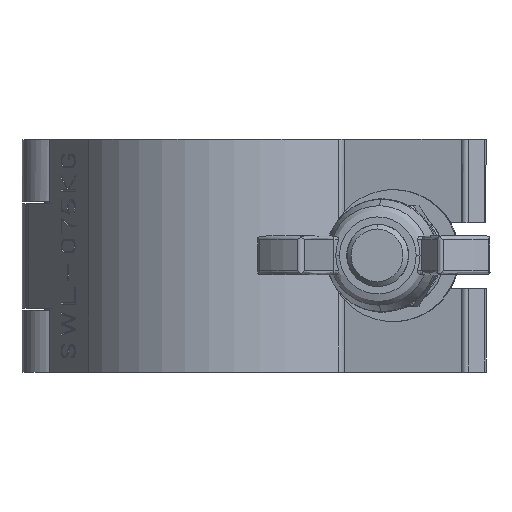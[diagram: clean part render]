
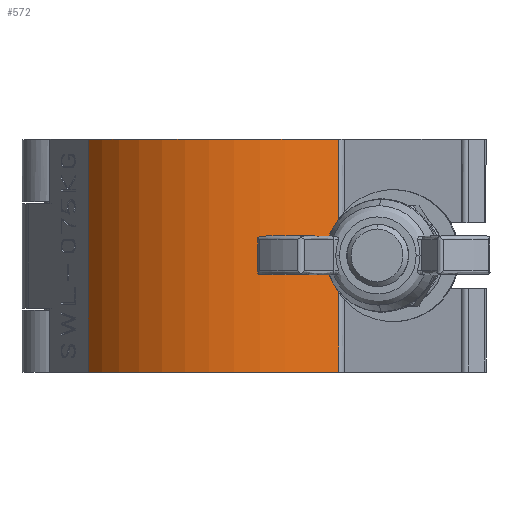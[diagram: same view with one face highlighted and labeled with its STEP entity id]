
A CAD part, top view. The second image highlights one B-rep face of the part: STEP entity #572.
In plain terms, the highlighted free-form (B-spline) face has degree [2, 1] with [9, 2] control points.
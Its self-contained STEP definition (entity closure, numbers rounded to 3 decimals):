
#572=ADVANCED_FACE('',(#1202),#9366,.T.);
#1202=FACE_OUTER_BOUND('',#1850,.T.);
#1850=EDGE_LOOP('',(#3846,#3847,#3848,#3849));
#3846=ORIENTED_EDGE('',*,*,#5953,.F.);
#3847=ORIENTED_EDGE('',*,*,#5956,.T.);
#3848=ORIENTED_EDGE('',*,*,#5895,.F.);
#3849=ORIENTED_EDGE('',*,*,#5957,.F.);
#5895=EDGE_CURVE('',#8557,#8558,#7107,.T.);
#5953=EDGE_CURVE('',#8564,#8589,#7149,.T.);
#5956=EDGE_CURVE('',#8564,#8558,#7767,.T.);
#5957=EDGE_CURVE('',#8589,#8557,#7768,.T.);
#7107=B_SPLINE_CURVE_WITH_KNOTS('',1,(#19048,#19049),.UNSPECIFIED.,.F.,
 .F.,(2,2),(-30.,0.),.UNSPECIFIED.);
#7149=B_SPLINE_CURVE_WITH_KNOTS('',1,(#19214,#19215),.UNSPECIFIED.,.F.,
 .F.,(2,2),(0.,30.),.UNSPECIFIED.);
#7767=(
BOUNDED_CURVE()
B_SPLINE_CURVE(2,(#19229,#19230,#19231,#19232,#19233),.UNSPECIFIED.,.F.,
 .F.)
B_SPLINE_CURVE_WITH_KNOTS((3,2,3),(0.,18.435,36.869),
 .UNSPECIFIED.)
CURVE()
GEOMETRIC_REPRESENTATION_ITEM()
RATIONAL_B_SPLINE_CURVE((1.,0.921,1.,0.921,1.))
REPRESENTATION_ITEM('')
);
#7768=(
BOUNDED_CURVE()
B_SPLINE_CURVE(2,(#19234,#19235,#19236,#19237,#19238),.UNSPECIFIED.,.F.,
 .F.)
B_SPLINE_CURVE_WITH_KNOTS((3,2,3),(-36.869,-18.435,
0.),.UNSPECIFIED.)
CURVE()
GEOMETRIC_REPRESENTATION_ITEM()
RATIONAL_B_SPLINE_CURVE((1.,0.921,1.,0.921,1.))
REPRESENTATION_ITEM('')
);
#8557=VERTEX_POINT('',#18368);
#8558=VERTEX_POINT('',#18369);
#8564=VERTEX_POINT('',#18375);
#8589=VERTEX_POINT('',#18400);
#9366=(
BOUNDED_SURFACE()
B_SPLINE_SURFACE(2,1,((#18070,#18071),(#18072,#18073),(#18074,#18075),(#18076,
#18077),(#18078,#18079),(#18080,#18081),(#18082,#18083),(#18084,#18085),
(#18086,#18087)),.UNSPECIFIED.,.T.,.F.,.F.)
B_SPLINE_SURFACE_WITH_KNOTS((3,2,2,2,3),(2,2),(0.,36.128,72.257,
108.385,144.513),(0.,30.02),.UNSPECIFIED.)
GEOMETRIC_REPRESENTATION_ITEM()
RATIONAL_B_SPLINE_SURFACE(((1.,1.),(0.707,0.707),
(1.,1.),(0.707,0.707),(1.,1.),(0.707,
0.707),(1.,1.),(0.707,0.707),(1.,1.)))
REPRESENTATION_ITEM('')
SURFACE()
);
#18070=CARTESIAN_POINT('',(-53.302,33.901,-189.223));
#18071=CARTESIAN_POINT('',(-53.302,3.881,-189.223));
#18072=CARTESIAN_POINT('',(-34.17,33.901,-201.989));
#18073=CARTESIAN_POINT('',(-34.17,3.881,-201.989));
#18074=CARTESIAN_POINT('',(-21.404,33.901,-182.857));
#18075=CARTESIAN_POINT('',(-21.404,3.881,-182.857));
#18076=CARTESIAN_POINT('',(-8.638,33.901,-163.725));
#18077=CARTESIAN_POINT('',(-8.638,3.881,-163.725));
#18078=CARTESIAN_POINT('',(-27.77,33.901,-150.959));
#18079=CARTESIAN_POINT('',(-27.77,3.881,-150.959));
#18080=CARTESIAN_POINT('',(-46.901,33.901,-138.193));
#18081=CARTESIAN_POINT('',(-46.901,3.881,-138.193));
#18082=CARTESIAN_POINT('',(-59.668,33.901,-157.325));
#18083=CARTESIAN_POINT('',(-59.668,3.881,-157.325));
#18084=CARTESIAN_POINT('',(-72.434,33.901,-176.457));
#18085=CARTESIAN_POINT('',(-72.434,3.881,-176.457));
#18086=CARTESIAN_POINT('',(-53.302,33.901,-189.223));
#18087=CARTESIAN_POINT('',(-53.302,3.881,-189.223));
#18368=CARTESIAN_POINT('',(-60.069,3.891,-157.948));
#18369=CARTESIAN_POINT('',(-60.069,33.891,-157.948));
#18375=CARTESIAN_POINT('',(-27.77,33.891,-150.959));
#18400=CARTESIAN_POINT('',(-27.77,3.891,-150.959));
#19048=CARTESIAN_POINT('',(-60.069,3.891,-157.948));
#19049=CARTESIAN_POINT('',(-60.069,33.891,-157.948));
#19214=CARTESIAN_POINT('',(-27.77,33.891,-150.959));
#19215=CARTESIAN_POINT('',(-27.77,3.891,-150.959));
#19229=CARTESIAN_POINT('',(-27.77,33.891,-150.959));
#19230=CARTESIAN_POINT('',(-35.875,33.891,-145.55));
#19231=CARTESIAN_POINT('',(-45.4,33.891,-147.611));
#19232=CARTESIAN_POINT('',(-54.924,33.891,-149.672));
#19233=CARTESIAN_POINT('',(-60.069,33.891,-157.948));
#19234=CARTESIAN_POINT('',(-27.77,3.891,-150.959));
#19235=CARTESIAN_POINT('',(-35.875,3.891,-145.55));
#19236=CARTESIAN_POINT('',(-45.4,3.891,-147.611));
#19237=CARTESIAN_POINT('',(-54.924,3.891,-149.672));
#19238=CARTESIAN_POINT('',(-60.069,3.891,-157.948));
